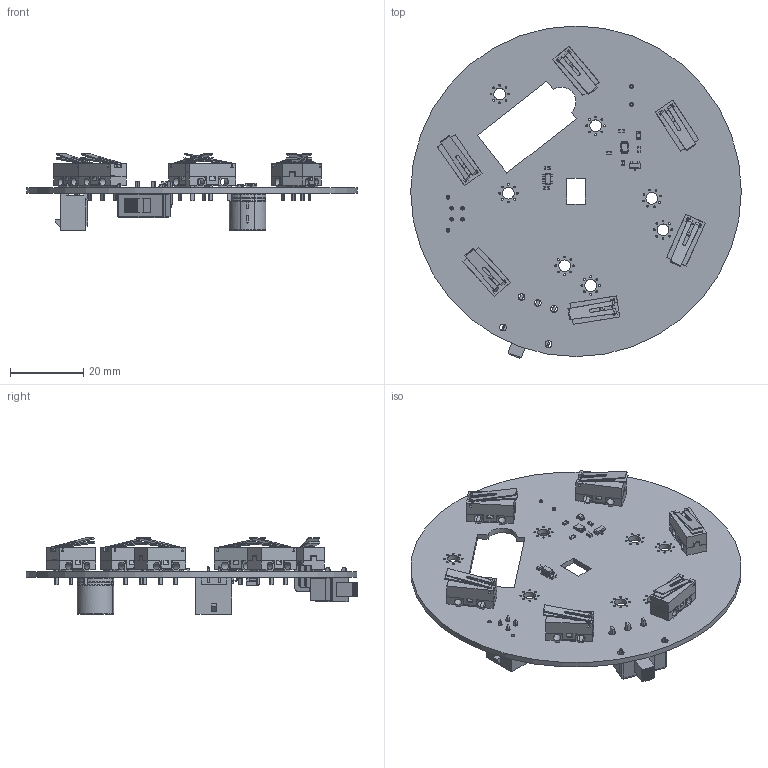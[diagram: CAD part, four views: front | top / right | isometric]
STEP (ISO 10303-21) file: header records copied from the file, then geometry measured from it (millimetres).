
FILE_DESCRIPTION(('KiCad electronic assembly'),'2;1');
FILE_NAME('carte-gyrophare.step','2025-05-09T23:12:05',('Pcbnew'),( 'Kicad'),'Open CASCADE STEP processor 7.6','KiCad to STEP converter' ,'Unknown');
FILE_SCHEMA(('AUTOMOTIVE_DESIGN { 1 0 10303 214 1 1 1 1 }'));
Length unit declared in the file: millimetre
Products named in the file (21): carte-gyrophare 1; VSSOP-8_2.3x2mm_P0.5mm; R_0603_1608Metric; SOT-23; Download_STEP_463092370402 (rev1); Base; Terminal; Straight_lever; Button; Cover; C_0603_1608Metric; SOT-23-5; LED_0805_2012Metric; CP_Radial_D10.0mm_P5.00mm; D_SMB; 66200421122 (rev1); 66200421122; 6620xx21122_PIN; SOT-223; 7347296; carte-gyrophare_PCB
Assembly tree (37 placements, depth 3):
  carte-gyrophare 1
    VSSOP-8_2.3x2mm_P0.5mm
    R_0603_1608Metric  x4
    SOT-23
    Download_STEP_463092370402 (rev1)  x6
      Base
      Terminal
      Straight_lever
      Button
      Cover
    C_0603_1608Metric  x3
    SOT-23-5
    LED_0805_2012Metric
    CP_Radial_D10.0mm_P5.00mm
    D_SMB
    66200421122 (rev1)
      66200421122
      6620xx21122_PIN  x4
    SOT-223
    7347296
    carte-gyrophare_PCB
Bounding box: 90 x 90.36 x 20.88 mm (x, y, z)
Volume: 12594 mm3; surface area: 21944.7 mm2
Topology: 75 solids, 76 shells, 2722 faces, 7230 edges, 4648 vertices
Faces by surface type: plane 1963, cylinder 533, bspline 167, revolution 55, torus 2, cone 2
Full cylindrical faces by diameter (mm): 0.25 x1, 0.5 x56, 0.65 x2, 0.7 x2, 1 x2, 1.02 x6, 1.2 x18, 1.85 x5, 2 x6, 3.2 x7, 90 x1
Entity records: 38743 total; most frequent: CARTESIAN_POINT 7996, ORIENTED_EDGE 6462, DIRECTION 5854, EDGE_CURVE 3231, LINE 2483, VECTOR 2483, VERTEX_POINT 2076, AXIS2_PLACEMENT_3D 1680
